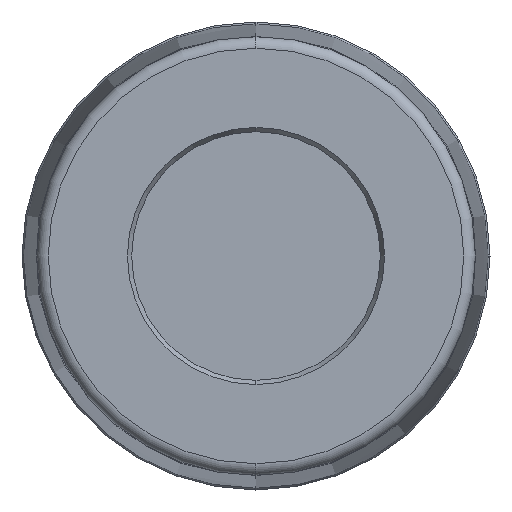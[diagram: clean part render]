
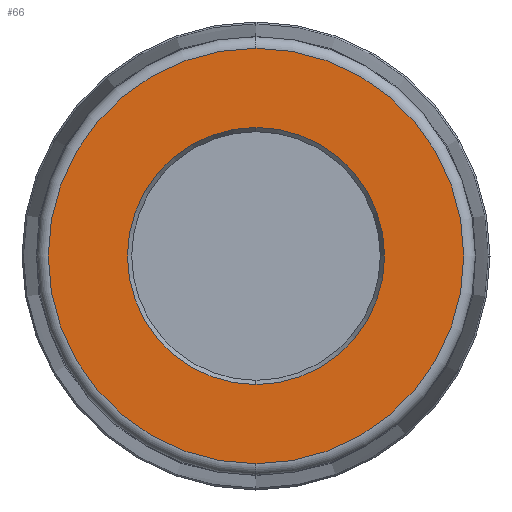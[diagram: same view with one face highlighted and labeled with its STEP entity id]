
A CAD part, left-side view. The second image highlights one B-rep face of the part: STEP entity #66.
In plain terms, the highlighted planar face has unit normal (-1, 0, 0).
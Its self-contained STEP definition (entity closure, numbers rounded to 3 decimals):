
#16 = EDGE_CURVE ( 'NONE', #109, #456, #79, .T. ) ;
#38 = CARTESIAN_POINT ( 'NONE',  ( 0., 0., -8.789 ) ) ;
#45 = CARTESIAN_POINT ( 'NONE',  ( 0., 0., 8.789 ) ) ;
#46 = EDGE_CURVE ( 'NONE', #456, #109, #323, .T. ) ;
#48 = CIRCLE ( 'NONE', #82, 8.789 ) ;
#60 = AXIS2_PLACEMENT_3D ( 'NONE', #166, #170, #97 ) ;
#66 = ADVANCED_FACE ( 'NONE', ( #329, #232 ), #457, .F. ) ;
#79 = CIRCLE ( 'NONE', #175, 14.203 ) ;
#82 = AXIS2_PLACEMENT_3D ( 'NONE', #419, #191, #229 ) ;
#97 = DIRECTION ( 'NONE',  ( 0., 0., 1. ) ) ;
#109 = VERTEX_POINT ( 'NONE', #296 ) ;
#127 = AXIS2_PLACEMENT_3D ( 'NONE', #259, #261, #407 ) ;
#164 = EDGE_LOOP ( 'NONE', ( #265, #430 ) ) ;
#166 = CARTESIAN_POINT ( 'NONE',  ( 0., 0., 0. ) ) ;
#170 = DIRECTION ( 'NONE',  ( -1., 0., 0. ) ) ;
#172 = ORIENTED_EDGE ( 'NONE', *, *, #466, .F. ) ;
#175 = AXIS2_PLACEMENT_3D ( 'NONE', #494, #181, #452 ) ;
#181 = DIRECTION ( 'NONE',  ( -1., 0., 0. ) ) ;
#191 = DIRECTION ( 'NONE',  ( -1., 0., 0. ) ) ;
#202 = AXIS2_PLACEMENT_3D ( 'NONE', #222, #412, #215 ) ;
#215 = DIRECTION ( 'NONE',  ( 0., 0., 1. ) ) ;
#222 = CARTESIAN_POINT ( 'NONE',  ( 0., 0., 0. ) ) ;
#229 = DIRECTION ( 'NONE',  ( 0., 0., 1. ) ) ;
#232 = FACE_OUTER_BOUND ( 'NONE', #164, .T. ) ;
#258 = VERTEX_POINT ( 'NONE', #38 ) ;
#259 = CARTESIAN_POINT ( 'NONE',  ( 0., 14.203, 0. ) ) ;
#261 = DIRECTION ( 'NONE',  ( 1., 0., 0. ) ) ;
#265 = ORIENTED_EDGE ( 'NONE', *, *, #16, .T. ) ;
#293 = EDGE_CURVE ( 'NONE', #258, #404, #48, .T. ) ;
#296 = CARTESIAN_POINT ( 'NONE',  ( 0., 0., 14.203 ) ) ;
#310 = CARTESIAN_POINT ( 'NONE',  ( 0., 0., -14.203 ) ) ;
#322 = CIRCLE ( 'NONE', #60, 8.789 ) ;
#323 = CIRCLE ( 'NONE', #202, 14.203 ) ;
#329 = FACE_BOUND ( 'NONE', #384, .T. ) ;
#384 = EDGE_LOOP ( 'NONE', ( #172, #503 ) ) ;
#404 = VERTEX_POINT ( 'NONE', #45 ) ;
#407 = DIRECTION ( 'NONE',  ( 0., 0., -1. ) ) ;
#412 = DIRECTION ( 'NONE',  ( -1., 0., 0. ) ) ;
#419 = CARTESIAN_POINT ( 'NONE',  ( 0., 0., 0. ) ) ;
#430 = ORIENTED_EDGE ( 'NONE', *, *, #46, .T. ) ;
#452 = DIRECTION ( 'NONE',  ( 0., 0., 1. ) ) ;
#456 = VERTEX_POINT ( 'NONE', #310 ) ;
#457 = PLANE ( 'NONE',  #127 ) ;
#466 = EDGE_CURVE ( 'NONE', #404, #258, #322, .T. ) ;
#494 = CARTESIAN_POINT ( 'NONE',  ( 0., 0., 0. ) ) ;
#503 = ORIENTED_EDGE ( 'NONE', *, *, #293, .F. ) ;
